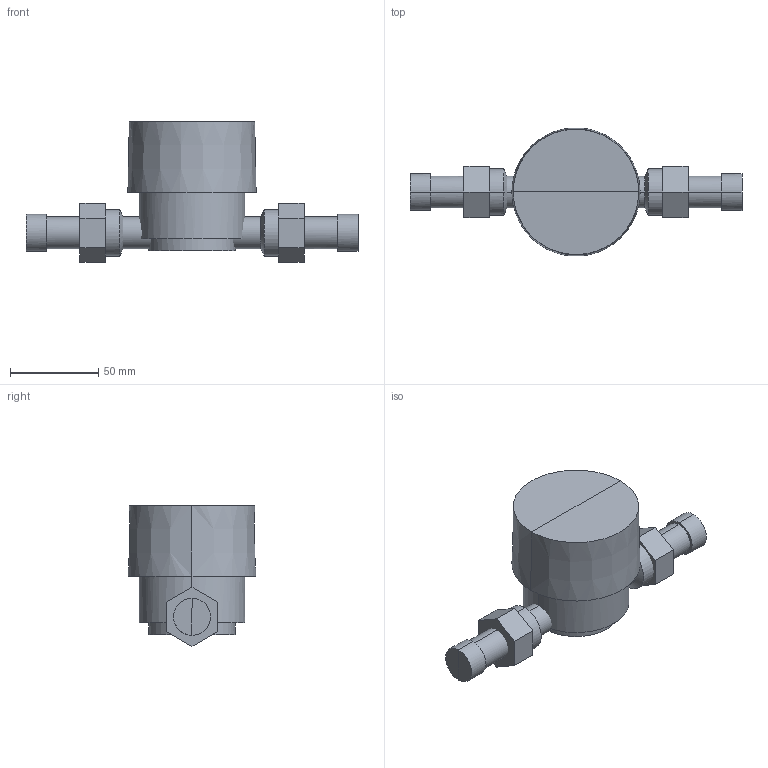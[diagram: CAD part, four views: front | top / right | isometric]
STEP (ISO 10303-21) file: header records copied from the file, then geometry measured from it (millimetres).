
FILE_DESCRIPTION(('CATIA V5 STEP Exchange','CAx-IF Rec.Pracs.--- Model Styling and Organization---1.5--- 2016-08-15','CAx-IF Rec.Pracs.---Supplemental Geometry---1.0---2011-11-01','CAx-IF Rec.Pracs.--- Composite Materials ---3.4---2017-06-13','CAx-IF Rec.Pracs.---Tessellated 3D Geometry---1.0---2015-12-17'),'2;1');
FILE_NAME('STEP_794204_-_TST.stp','2023-04-18T16:21:27+00:00',('none'),('none'),'CATIA Version 5-6 Release 2020 SP5','CATIA V5 STEP AP242 v2','none');
FILE_SCHEMA(('AP242_MANAGED_MODEL_BASED_3D_ENGINEERING_MIM_LF {1 0 10303 442 1 1 4}'));
Length unit declared in the file: millimetre
Products named in the file (1): 794204 - TST
Bounding box: 188 x 72.46 x 79.74 mm (x, y, z)
Volume: 355199 mm3; surface area: 52854.9 mm2
Topology: 9 solids, 9 shells, 74 faces, 124 edges, 68 vertices
Faces by surface type: plane 50, cylinder 18, cone 6
Entity records: 1789 total; most frequent: CARTESIAN_POINT 683, ORIENTED_EDGE 248, DIRECTION 148, EDGE_CURVE 124, B_SPLINE_CURVE_WITH_KNOTS 96, AXIS2_PLACEMENT_3D 75, EDGE_LOOP 74, ADVANCED_FACE 74
